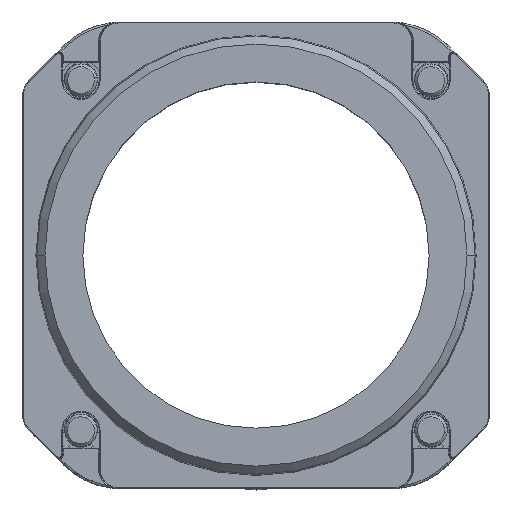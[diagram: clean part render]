
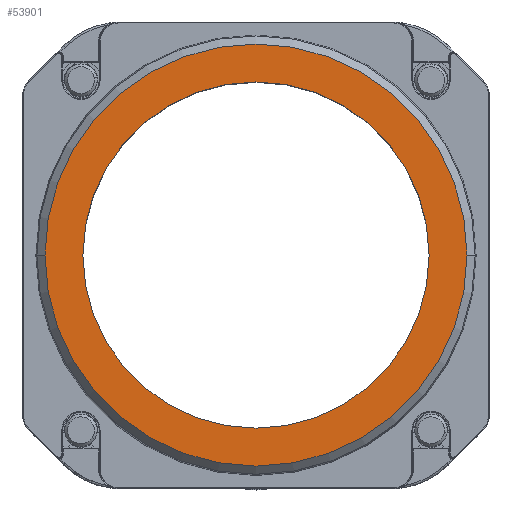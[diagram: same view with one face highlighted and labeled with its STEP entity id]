
A CAD part, top view. The second image highlights one B-rep face of the part: STEP entity #53901.
In plain terms, the highlighted planar face has unit normal (0, 0, 1).
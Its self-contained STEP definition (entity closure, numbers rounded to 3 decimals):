
#9924 = DIRECTION ( 'NONE',  ( 0., 0., -1. ) ) ;
#11917 = ORIENTED_EDGE ( 'NONE', *, *, #39281, .T. ) ;
#12573 = EDGE_LOOP ( 'NONE', ( #52997, #80238 ) ) ;
#17159 = EDGE_CURVE ( 'NONE', #91993, #75467, #54008, .T. ) ;
#21899 = AXIS2_PLACEMENT_3D ( 'NONE', #82015, #22460, #22139 ) ;
#22139 = DIRECTION ( 'NONE',  ( -1., 0., 0. ) ) ;
#22460 = DIRECTION ( 'NONE',  ( 0., 0., 1. ) ) ;
#24143 = CIRCLE ( 'NONE', #21899, 52. ) ;
#24676 = FACE_BOUND ( 'NONE', #65410, .T. ) ;
#25041 = CARTESIAN_POINT ( 'NONE',  ( -42.65, 0., 70. ) ) ;
#28790 = DIRECTION ( 'NONE',  ( -1., 0., 0. ) ) ;
#29045 = DIRECTION ( 'NONE',  ( -1., 0., 0. ) ) ;
#37162 = DIRECTION ( 'NONE',  ( 0., 0., -1. ) ) ;
#39281 = EDGE_CURVE ( 'NONE', #75467, #91993, #61493, .T. ) ;
#42041 = FACE_OUTER_BOUND ( 'NONE', #12573, .T. ) ;
#43298 = ORIENTED_EDGE ( 'NONE', *, *, #17159, .T. ) ;
#50497 = DIRECTION ( 'NONE',  ( 0., 0., 1. ) ) ;
#52997 = ORIENTED_EDGE ( 'NONE', *, *, #60933, .T. ) ;
#53901 = ADVANCED_FACE ( 'NONE', ( #24676, #42041 ), #88286, .F. ) ;
#54008 = CIRCLE ( 'NONE', #87425, 42.65 ) ;
#55458 = VERTEX_POINT ( 'NONE', #62629 ) ;
#55981 = DIRECTION ( 'NONE',  ( -1., 0., 0. ) ) ;
#56313 = DIRECTION ( 'NONE',  ( 0., 0., -1. ) ) ;
#57624 = AXIS2_PLACEMENT_3D ( 'NONE', #73418, #50497, #28790 ) ;
#60933 = EDGE_CURVE ( 'NONE', #93885, #55458, #69508, .T. ) ;
#61493 = CIRCLE ( 'NONE', #81009, 42.65 ) ;
#62629 = CARTESIAN_POINT ( 'NONE',  ( 52., 0., 70. ) ) ;
#64386 = CARTESIAN_POINT ( 'NONE',  ( 0., 0., 70. ) ) ;
#65282 = CARTESIAN_POINT ( 'NONE',  ( 0., 54., 70. ) ) ;
#65410 = EDGE_LOOP ( 'NONE', ( #43298, #11917 ) ) ;
#69252 = DIRECTION ( 'NONE',  ( -1., 0., 0. ) ) ;
#69508 = CIRCLE ( 'NONE', #57624, 52. ) ;
#70862 = CARTESIAN_POINT ( 'NONE',  ( 42.65, 0., 70. ) ) ;
#73418 = CARTESIAN_POINT ( 'NONE',  ( 0., 0., 70. ) ) ;
#75467 = VERTEX_POINT ( 'NONE', #70862 ) ;
#76412 = AXIS2_PLACEMENT_3D ( 'NONE', #65282, #37162, #29045 ) ;
#79448 = CARTESIAN_POINT ( 'NONE',  ( -52., 0., 70. ) ) ;
#80238 = ORIENTED_EDGE ( 'NONE', *, *, #85852, .T. ) ;
#81009 = AXIS2_PLACEMENT_3D ( 'NONE', #64386, #56313, #55981 ) ;
#82015 = CARTESIAN_POINT ( 'NONE',  ( 0., 0., 70. ) ) ;
#85852 = EDGE_CURVE ( 'NONE', #55458, #93885, #24143, .T. ) ;
#87425 = AXIS2_PLACEMENT_3D ( 'NONE', #90957, #9924, #69252 ) ;
#88286 = PLANE ( 'NONE',  #76412 ) ;
#90957 = CARTESIAN_POINT ( 'NONE',  ( 0., 0., 70. ) ) ;
#91993 = VERTEX_POINT ( 'NONE', #25041 ) ;
#93885 = VERTEX_POINT ( 'NONE', #79448 ) ;
